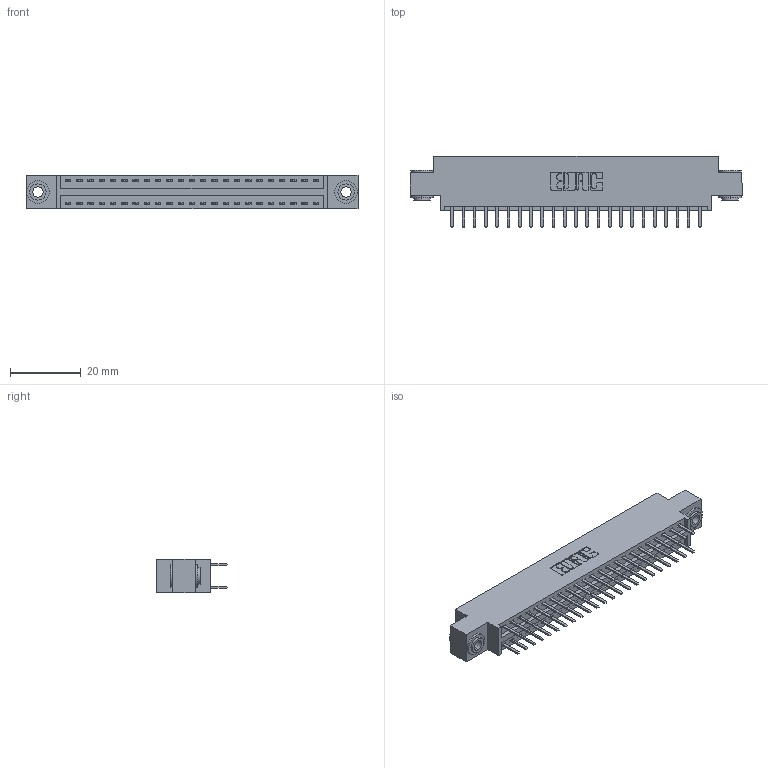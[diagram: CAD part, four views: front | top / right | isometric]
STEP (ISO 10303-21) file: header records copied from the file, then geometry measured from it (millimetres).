
FILE_DESCRIPTION (( 'STEP AP203' ), '1' );
FILE_NAME ('346-046-520-803.STEP', '2018-08-25T04:49:22', ( '' ), ( '' ), 'SwSTEP 2.0', 'SolidWorks 2016', '' );
FILE_SCHEMA (( 'CONFIG_CONTROL_DESIGN' ));
Length unit declared in the file: inch
Products named in the file (4): 346 Part_0.170 Offset - 0.156 Dia-TH; 345-292-001_345-293-120; 345-250-002_345-250-002-102; 346-046-520-803
Assembly tree (49 placements, depth 2):
  346-046-520-803
    346 Part_0.170 Offset - 0.156 Dia-TH
    345-292-001_345-293-120  x46
    345-250-002_345-250-002-102  x2
Bounding box: 93.6 x 20.02 x 9.4 mm (x, y, z)
Volume: 8824.1 mm3; surface area: 12177 mm2
Topology: 49 solids, 49 shells, 2740 faces, 7915 edges, 5150 vertices
Faces by surface type: plane 1792, cylinder 940, cone 8
Entity records: 18464 total; most frequent: CARTESIAN_POINT 3059, ORIENTED_EDGE 2974, DIRECTION 2765, EDGE_CURVE 1487, LINE 1235, VECTOR 1235, VERTEX_POINT 986, AXIS2_PLACEMENT_3D 765
